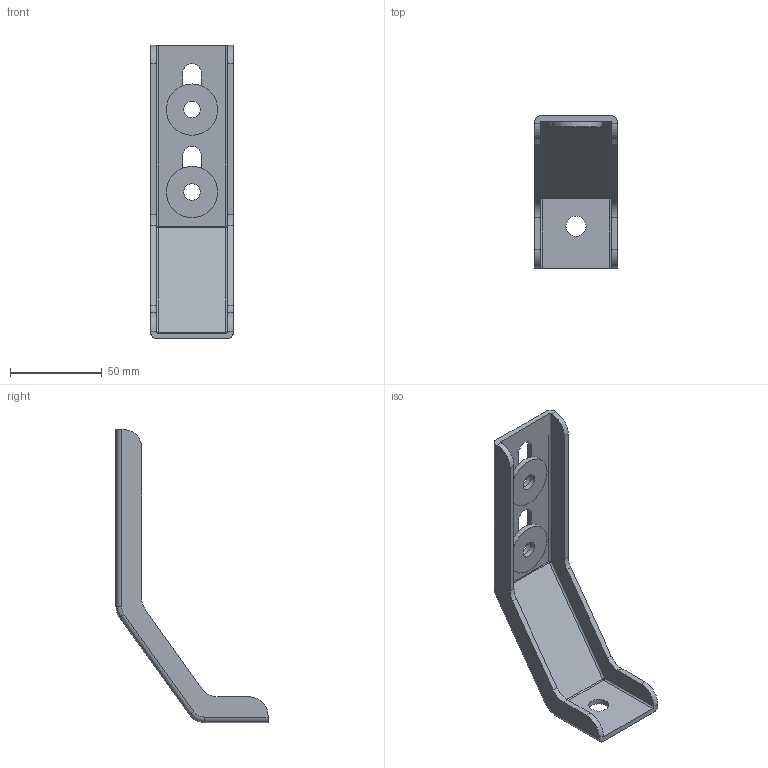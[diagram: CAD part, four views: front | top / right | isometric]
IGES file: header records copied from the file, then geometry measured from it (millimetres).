
Global section: file name: 534545.stp.ipt; native system: Autodesk Inventor 2014; preprocessor: unknown; author: zeman; date: 20151016.101852; units: millimetre
Bounding box: 45 x 83 x 160 mm (x, y, z)
Volume: 41881.3 mm3; surface area: 30491 mm2
Topology: 3 solids, 3 shells, 67 faces, 163 edges, 98 vertices
Faces by surface type: plane 26, revolution 23, cylinder 14, bspline 4
Full cylindrical faces by diameter (mm): 28 x2
